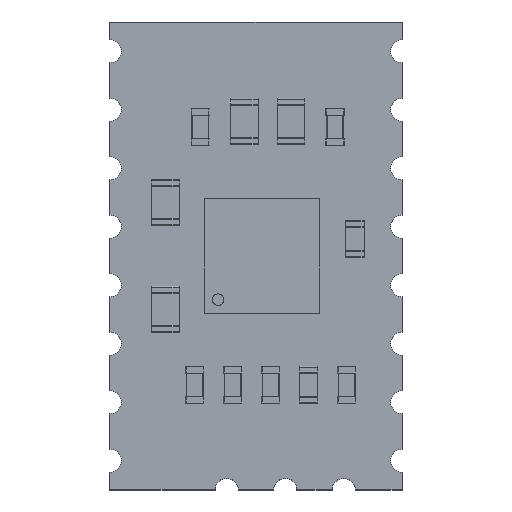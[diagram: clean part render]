
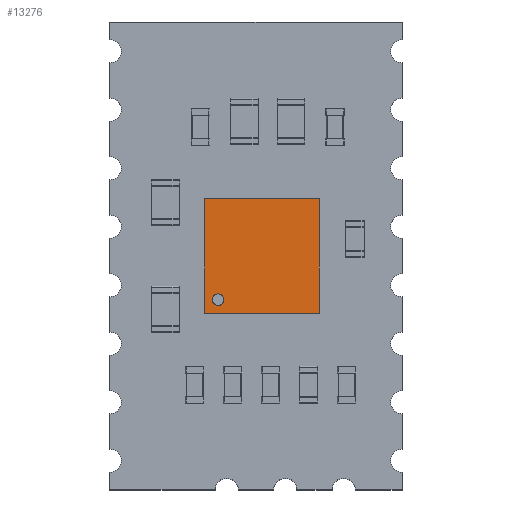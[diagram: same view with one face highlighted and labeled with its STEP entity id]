
A CAD part, top view. The second image highlights one B-rep face of the part: STEP entity #13276.
In plain terms, the highlighted free-form (B-spline) face has degree [1, 1] with [2, 2] control points.
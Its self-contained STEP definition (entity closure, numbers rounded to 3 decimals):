
#1996 = B_SPLINE_SURFACE_WITH_KNOTS('',1,1,(
    (#1997,#1998)
    ,(#1999,#2000
    )),.UNSPECIFIED.,.F.,.F.,.F.,(2,2),(2,2),(0.,0.9),(0.,4.98),
  .PIECEWISE_BEZIER_KNOTS.);
#1997 = CARTESIAN_POINT('',(-2.49,2.49,0.02));
#1998 = CARTESIAN_POINT('',(-2.49,-2.49,0.02));
#1999 = CARTESIAN_POINT('',(-2.49,2.49,0.92));
#2000 = CARTESIAN_POINT('',(-2.49,-2.49,0.92));
#2230 = B_SPLINE_SURFACE_WITH_KNOTS('',1,1,(
    (#2231,#2232)
    ,(#2233,#2234
    )),.UNSPECIFIED.,.F.,.F.,.F.,(2,2),(2,2),(0.,0.9),(-4.98,0.),
  .PIECEWISE_BEZIER_KNOTS.);
#2231 = CARTESIAN_POINT('',(2.49,2.49,0.02));
#2232 = CARTESIAN_POINT('',(-2.49,2.49,0.02));
#2233 = CARTESIAN_POINT('',(2.49,2.49,0.92));
#2234 = CARTESIAN_POINT('',(-2.49,2.49,0.92));
#2956 = B_SPLINE_SURFACE_WITH_KNOTS('',1,1,(
    (#2957,#2958)
    ,(#2959,#2960
    )),.UNSPECIFIED.,.F.,.F.,.F.,(2,2),(2,2),(0.,0.9),(-4.98,0.),
  .PIECEWISE_BEZIER_KNOTS.);
#2957 = CARTESIAN_POINT('',(2.49,-2.49,0.02));
#2958 = CARTESIAN_POINT('',(-2.49,-2.49,0.02));
#2959 = CARTESIAN_POINT('',(2.49,-2.49,0.92));
#2960 = CARTESIAN_POINT('',(-2.49,-2.49,0.92));
#3751 = B_SPLINE_SURFACE_WITH_KNOTS('',1,1,(
    (#3752,#3753)
    ,(#3754,#3755
    )),.UNSPECIFIED.,.F.,.F.,.F.,(2,2),(2,2),(0.,0.9),(0.,4.98),
  .PIECEWISE_BEZIER_KNOTS.);
#3752 = CARTESIAN_POINT('',(2.49,2.49,0.02));
#3753 = CARTESIAN_POINT('',(2.49,-2.49,0.02));
#3754 = CARTESIAN_POINT('',(2.49,2.49,0.92));
#3755 = CARTESIAN_POINT('',(2.49,-2.49,0.92));
#5432 = VERTEX_POINT('',#5433);
#5433 = CARTESIAN_POINT('',(-2.49,2.49,0.92));
#5451 = EDGE_CURVE('',#5432,#5452,#5454,.T.);
#5452 = VERTEX_POINT('',#5453);
#5453 = CARTESIAN_POINT('',(-2.49,-2.49,0.92));
#5454 = SURFACE_CURVE('',#5455,(#5458,#5464),.PCURVE_S1.);
#5455 = B_SPLINE_CURVE_WITH_KNOTS('',1,(#5456,#5457),.UNSPECIFIED.,.F.,
  .F.,(2,2),(0.,4.98),.PIECEWISE_BEZIER_KNOTS.);
#5456 = CARTESIAN_POINT('',(-2.49,2.49,0.92));
#5457 = CARTESIAN_POINT('',(-2.49,-2.49,0.92));
#5458 = PCURVE('',#1996,#5459);
#5459 = DEFINITIONAL_REPRESENTATION('',(#5460),#5463);
#5460 = B_SPLINE_CURVE_WITH_KNOTS('',1,(#5461,#5462),.UNSPECIFIED.,.F.,
  .F.,(2,2),(0.,4.98),.PIECEWISE_BEZIER_KNOTS.);
#5461 = CARTESIAN_POINT('',(0.9,0.));
#5462 = CARTESIAN_POINT('',(0.9,4.98));
#5463 = ( GEOMETRIC_REPRESENTATION_CONTEXT(2) 
PARAMETRIC_REPRESENTATION_CONTEXT() REPRESENTATION_CONTEXT('2D SPACE',''
  ) );
#5464 = PCURVE('',#5465,#5470);
#5465 = B_SPLINE_SURFACE_WITH_KNOTS('',1,1,(
    (#5466,#5467)
    ,(#5468,#5469
    )),.UNSPECIFIED.,.F.,.F.,.F.,(2,2),(2,2),(0.,4.98),
  (0.,4.98),.PIECEWISE_BEZIER_KNOTS.);
#5466 = CARTESIAN_POINT('',(-2.49,2.49,0.92));
#5467 = CARTESIAN_POINT('',(2.49,2.49,0.92));
#5468 = CARTESIAN_POINT('',(-2.49,-2.49,0.92));
#5469 = CARTESIAN_POINT('',(2.49,-2.49,0.92));
#5470 = DEFINITIONAL_REPRESENTATION('',(#5471),#5474);
#5471 = B_SPLINE_CURVE_WITH_KNOTS('',1,(#5472,#5473),.UNSPECIFIED.,.F.,
  .F.,(2,2),(0.,4.98),.PIECEWISE_BEZIER_KNOTS.);
#5472 = CARTESIAN_POINT('',(0.,0.));
#5473 = CARTESIAN_POINT('',(4.98,0.));
#5474 = ( GEOMETRIC_REPRESENTATION_CONTEXT(2) 
PARAMETRIC_REPRESENTATION_CONTEXT() REPRESENTATION_CONTEXT('2D SPACE',''
  ) );
#5909 = EDGE_CURVE('',#5432,#5910,#5912,.T.);
#5910 = VERTEX_POINT('',#5911);
#5911 = CARTESIAN_POINT('',(2.49,2.49,0.92));
#5912 = SURFACE_CURVE('',#5913,(#5916,#5922),.PCURVE_S1.);
#5913 = B_SPLINE_CURVE_WITH_KNOTS('',1,(#5914,#5915),.UNSPECIFIED.,.F.,
  .F.,(2,2),(0.,4.98),.PIECEWISE_BEZIER_KNOTS.);
#5914 = CARTESIAN_POINT('',(-2.49,2.49,0.92));
#5915 = CARTESIAN_POINT('',(2.49,2.49,0.92));
#5916 = PCURVE('',#2230,#5917);
#5917 = DEFINITIONAL_REPRESENTATION('',(#5918),#5921);
#5918 = B_SPLINE_CURVE_WITH_KNOTS('',1,(#5919,#5920),.UNSPECIFIED.,.F.,
  .F.,(2,2),(0.,4.98),.PIECEWISE_BEZIER_KNOTS.);
#5919 = CARTESIAN_POINT('',(0.9,0.));
#5920 = CARTESIAN_POINT('',(0.9,-4.98));
#5921 = ( GEOMETRIC_REPRESENTATION_CONTEXT(2) 
PARAMETRIC_REPRESENTATION_CONTEXT() REPRESENTATION_CONTEXT('2D SPACE',''
  ) );
#5922 = PCURVE('',#5465,#5923);
#5923 = DEFINITIONAL_REPRESENTATION('',(#5924),#5927);
#5924 = B_SPLINE_CURVE_WITH_KNOTS('',1,(#5925,#5926),.UNSPECIFIED.,.F.,
  .F.,(2,2),(0.,4.98),.PIECEWISE_BEZIER_KNOTS.);
#5925 = CARTESIAN_POINT('',(0.,0.));
#5926 = CARTESIAN_POINT('',(0.,4.98));
#5927 = ( GEOMETRIC_REPRESENTATION_CONTEXT(2) 
PARAMETRIC_REPRESENTATION_CONTEXT() REPRESENTATION_CONTEXT('2D SPACE',''
  ) );
#9145 = EDGE_CURVE('',#5910,#9146,#9148,.T.);
#9146 = VERTEX_POINT('',#9147);
#9147 = CARTESIAN_POINT('',(2.49,-2.49,0.92));
#9148 = SURFACE_CURVE('',#9149,(#9152,#9158),.PCURVE_S1.);
#9149 = B_SPLINE_CURVE_WITH_KNOTS('',1,(#9150,#9151),.UNSPECIFIED.,.F.,
  .F.,(2,2),(0.,4.98),.PIECEWISE_BEZIER_KNOTS.);
#9150 = CARTESIAN_POINT('',(2.49,2.49,0.92));
#9151 = CARTESIAN_POINT('',(2.49,-2.49,0.92));
#9152 = PCURVE('',#3751,#9153);
#9153 = DEFINITIONAL_REPRESENTATION('',(#9154),#9157);
#9154 = B_SPLINE_CURVE_WITH_KNOTS('',1,(#9155,#9156),.UNSPECIFIED.,.F.,
  .F.,(2,2),(0.,4.98),.PIECEWISE_BEZIER_KNOTS.);
#9155 = CARTESIAN_POINT('',(0.9,0.));
#9156 = CARTESIAN_POINT('',(0.9,4.98));
#9157 = ( GEOMETRIC_REPRESENTATION_CONTEXT(2) 
PARAMETRIC_REPRESENTATION_CONTEXT() REPRESENTATION_CONTEXT('2D SPACE',''
  ) );
#9158 = PCURVE('',#5465,#9159);
#9159 = DEFINITIONAL_REPRESENTATION('',(#9160),#9163);
#9160 = B_SPLINE_CURVE_WITH_KNOTS('',1,(#9161,#9162),.UNSPECIFIED.,.F.,
  .F.,(2,2),(0.,4.98),.PIECEWISE_BEZIER_KNOTS.);
#9161 = CARTESIAN_POINT('',(0.,4.98));
#9162 = CARTESIAN_POINT('',(4.98,4.98));
#9163 = ( GEOMETRIC_REPRESENTATION_CONTEXT(2) 
PARAMETRIC_REPRESENTATION_CONTEXT() REPRESENTATION_CONTEXT('2D SPACE',''
  ) );
#9634 = EDGE_CURVE('',#5452,#9146,#9635,.T.);
#9635 = SURFACE_CURVE('',#9636,(#9639,#9645),.PCURVE_S1.);
#9636 = B_SPLINE_CURVE_WITH_KNOTS('',1,(#9637,#9638),.UNSPECIFIED.,.F.,
  .F.,(2,2),(0.,4.98),.PIECEWISE_BEZIER_KNOTS.);
#9637 = CARTESIAN_POINT('',(-2.49,-2.49,0.92));
#9638 = CARTESIAN_POINT('',(2.49,-2.49,0.92));
#9639 = PCURVE('',#2956,#9640);
#9640 = DEFINITIONAL_REPRESENTATION('',(#9641),#9644);
#9641 = B_SPLINE_CURVE_WITH_KNOTS('',1,(#9642,#9643),.UNSPECIFIED.,.F.,
  .F.,(2,2),(0.,4.98),.PIECEWISE_BEZIER_KNOTS.);
#9642 = CARTESIAN_POINT('',(0.9,0.));
#9643 = CARTESIAN_POINT('',(0.9,-4.98));
#9644 = ( GEOMETRIC_REPRESENTATION_CONTEXT(2) 
PARAMETRIC_REPRESENTATION_CONTEXT() REPRESENTATION_CONTEXT('2D SPACE',''
  ) );
#9645 = PCURVE('',#5465,#9646);
#9646 = DEFINITIONAL_REPRESENTATION('',(#9647),#9650);
#9647 = B_SPLINE_CURVE_WITH_KNOTS('',1,(#9648,#9649),.UNSPECIFIED.,.F.,
  .F.,(2,2),(0.,4.98),.PIECEWISE_BEZIER_KNOTS.);
#9648 = CARTESIAN_POINT('',(4.98,0.));
#9649 = CARTESIAN_POINT('',(4.98,4.98));
#9650 = ( GEOMETRIC_REPRESENTATION_CONTEXT(2) 
PARAMETRIC_REPRESENTATION_CONTEXT() REPRESENTATION_CONTEXT('2D SPACE',''
  ) );
#13276 = ADVANCED_FACE('',(#13277,#13283),#5465,.T.);
#13277 = FACE_BOUND('',#13278,.T.);
#13278 = EDGE_LOOP('',(#13279,#13280,#13281,#13282));
#13279 = ORIENTED_EDGE('',*,*,#5909,.F.);
#13280 = ORIENTED_EDGE('',*,*,#5451,.T.);
#13281 = ORIENTED_EDGE('',*,*,#9634,.T.);
#13282 = ORIENTED_EDGE('',*,*,#9145,.F.);
#13283 = FACE_BOUND('',#13284,.T.);
#13284 = EDGE_LOOP('',(#13285));
#13285 = ORIENTED_EDGE('',*,*,#13286,.T.);
#13286 = EDGE_CURVE('',#13287,#13287,#13289,.T.);
#13287 = VERTEX_POINT('',#13288);
#13288 = CARTESIAN_POINT('',(-1.9,1.65,0.92));
#13289 = SURFACE_CURVE('',#13290,(#13298,#13309),.PCURVE_S1.);
#13290 = ( BOUNDED_CURVE() B_SPLINE_CURVE(2,(#13291,#13292,#13293,#13294
    ,#13295,#13296,#13297),.UNSPECIFIED.,.T.,.F.) 
B_SPLINE_CURVE_WITH_KNOTS((1,2,2,2,2,1),(-2.094,0.,
    2.094,4.189,6.283,8.378),
.UNSPECIFIED.) CURVE() GEOMETRIC_REPRESENTATION_ITEM() 
RATIONAL_B_SPLINE_CURVE((1.,0.5,1.,0.5,1.,0.5,1.)) REPRESENTATION_ITEM(
  '') );
#13291 = CARTESIAN_POINT('',(-1.9,1.65,0.92));
#13292 = CARTESIAN_POINT('',(-2.333,1.65,0.92));
#13293 = CARTESIAN_POINT('',(-2.117,2.025,0.92));
#13294 = CARTESIAN_POINT('',(-1.9,2.4,0.92));
#13295 = CARTESIAN_POINT('',(-1.683,2.025,0.92));
#13296 = CARTESIAN_POINT('',(-1.467,1.65,0.92));
#13297 = CARTESIAN_POINT('',(-1.9,1.65,0.92));
#13298 = PCURVE('',#5465,#13299);
#13299 = DEFINITIONAL_REPRESENTATION('',(#13300),#13308);
#13300 = ( BOUNDED_CURVE() B_SPLINE_CURVE(2,(#13301,#13302,#13303,#13304
    ,#13305,#13306,#13307),.UNSPECIFIED.,.T.,.F.) 
B_SPLINE_CURVE_WITH_KNOTS((3,2,2,3),(0.,2.094,4.189,
6.283),.PIECEWISE_BEZIER_KNOTS.) CURVE() 
GEOMETRIC_REPRESENTATION_ITEM() RATIONAL_B_SPLINE_CURVE((1.,0.5,1.,0.5,
1.,0.5,1.)) REPRESENTATION_ITEM('') );
#13301 = CARTESIAN_POINT('',(0.84,0.59));
#13302 = CARTESIAN_POINT('',(0.84,0.157));
#13303 = CARTESIAN_POINT('',(0.465,0.373));
#13304 = CARTESIAN_POINT('',(0.09,0.59));
#13305 = CARTESIAN_POINT('',(0.465,0.807));
#13306 = CARTESIAN_POINT('',(0.84,1.023));
#13307 = CARTESIAN_POINT('',(0.84,0.59));
#13308 = ( GEOMETRIC_REPRESENTATION_CONTEXT(2) 
PARAMETRIC_REPRESENTATION_CONTEXT() REPRESENTATION_CONTEXT('2D SPACE',''
  ) );
#13309 = PCURVE('',#13310,#13325);
#13310 = ( BOUNDED_SURFACE() B_SPLINE_SURFACE(2,1,(
    (#13311,#13312)
    ,(#13313,#13314)
    ,(#13315,#13316)
    ,(#13317,#13318)
    ,(#13319,#13320)
    ,(#13321,#13322)
    ,(#13323,#13324
)),.UNSPECIFIED.,.T.,.F.,.F.) B_SPLINE_SURFACE_WITH_KNOTS((1,2,2,2,2,1),
  (2,2),(-2.094,0.,2.094,4.189,6.283,
    8.378),(0.01,0.02),.UNSPECIFIED.) 
GEOMETRIC_REPRESENTATION_ITEM() RATIONAL_B_SPLINE_SURFACE((
    (1.,1.)
    ,(0.5,0.5)
    ,(1.,1.)
    ,(0.5,0.5)
    ,(1.,1.)
    ,(0.5,0.5)
,(1.,1.))) REPRESENTATION_ITEM('') SURFACE() );
#13311 = CARTESIAN_POINT('',(-1.9,1.65,0.92));
#13312 = CARTESIAN_POINT('',(-1.9,1.65,0.91));
#13313 = CARTESIAN_POINT('',(-2.333,1.65,0.92));
#13314 = CARTESIAN_POINT('',(-2.333,1.65,0.91));
#13315 = CARTESIAN_POINT('',(-2.117,2.025,0.92));
#13316 = CARTESIAN_POINT('',(-2.117,2.025,0.91));
#13317 = CARTESIAN_POINT('',(-1.9,2.4,0.92));
#13318 = CARTESIAN_POINT('',(-1.9,2.4,0.91));
#13319 = CARTESIAN_POINT('',(-1.683,2.025,0.92));
#13320 = CARTESIAN_POINT('',(-1.683,2.025,0.91));
#13321 = CARTESIAN_POINT('',(-1.467,1.65,0.92));
#13322 = CARTESIAN_POINT('',(-1.467,1.65,0.91));
#13323 = CARTESIAN_POINT('',(-1.9,1.65,0.92));
#13324 = CARTESIAN_POINT('',(-1.9,1.65,0.91));
#13325 = DEFINITIONAL_REPRESENTATION('',(#13326),#13334);
#13326 = B_SPLINE_CURVE_WITH_KNOTS('',2,(#13327,#13328,#13329,#13330,
    #13331,#13332,#13333),.UNSPECIFIED.,.F.,.F.,(3,2,2,3),(0.,
    2.094,4.189,6.283),
  .PIECEWISE_BEZIER_KNOTS.);
#13327 = CARTESIAN_POINT('',(0.,0.01));
#13328 = CARTESIAN_POINT('',(1.047,0.01));
#13329 = CARTESIAN_POINT('',(2.094,0.01));
#13330 = CARTESIAN_POINT('',(3.142,0.01));
#13331 = CARTESIAN_POINT('',(4.189,0.01));
#13332 = CARTESIAN_POINT('',(5.236,0.01));
#13333 = CARTESIAN_POINT('',(6.283,0.01));
#13334 = ( GEOMETRIC_REPRESENTATION_CONTEXT(2) 
PARAMETRIC_REPRESENTATION_CONTEXT() REPRESENTATION_CONTEXT('2D SPACE',''
  ) );
